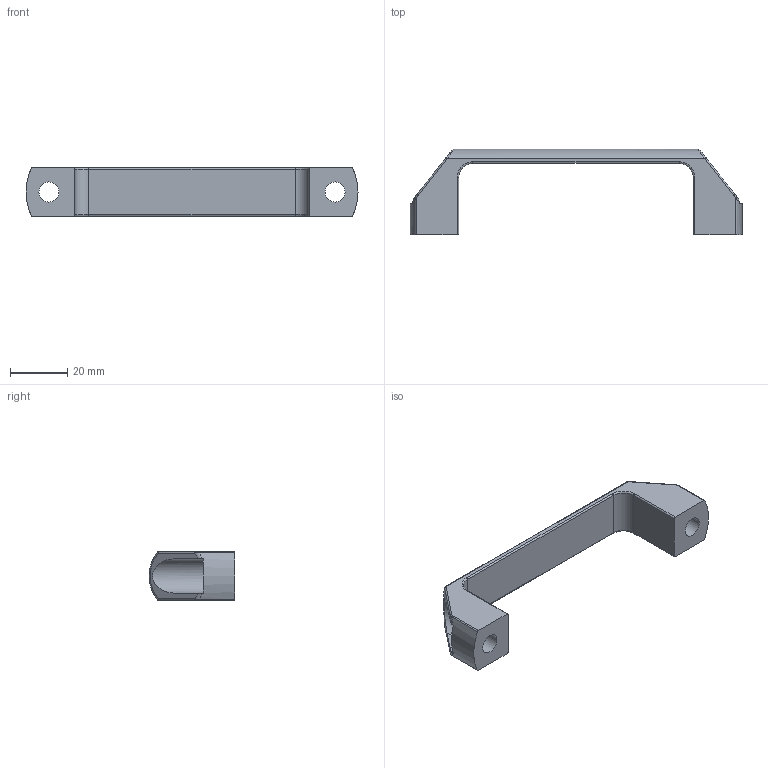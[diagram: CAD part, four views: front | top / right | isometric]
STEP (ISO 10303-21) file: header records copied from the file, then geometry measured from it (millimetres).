
FILE_DESCRIPTION(/* description */ (''),/* implementation_level */ '2;1');
FILE_NAME(/* name */ 'DR_A-AC100.stp',/* time_stamp */ '2025-05-08T15:30:55+09:00',/* author */ ('user'),/* organization */ (''),/* preprocessor_version */ 'ST-DEVELOPER v15.6',/* originating_system */ 'Autodesk Inventor 2015',/* authorisation */ '');
FILE_SCHEMA (('AUTOMOTIVE_DESIGN { 1 0 10303 214 3 1 1 }'));
Length unit declared in the file: millimetre
Products named in the file (1): DR_A-AC100
Bounding box: 116 x 29.99 x 17 mm (x, y, z)
Volume: 14356.8 mm3; surface area: 7916.7 mm2
Topology: 1 solids, 1 shells, 60 faces, 152 edges, 92 vertices
Faces by surface type: cylinder 25, plane 15, bspline 14, torus 4, cone 2
Full cylindrical faces by diameter (mm): 7 x2
Entity records: 2058 total; most frequent: CARTESIAN_POINT 659, ORIENTED_EDGE 288, DIRECTION 284, EDGE_CURVE 144, AXIS2_PLACEMENT_3D 113, VERTEX_POINT 88, EDGE_LOOP 66, FACE_OUTER_BOUND 60
